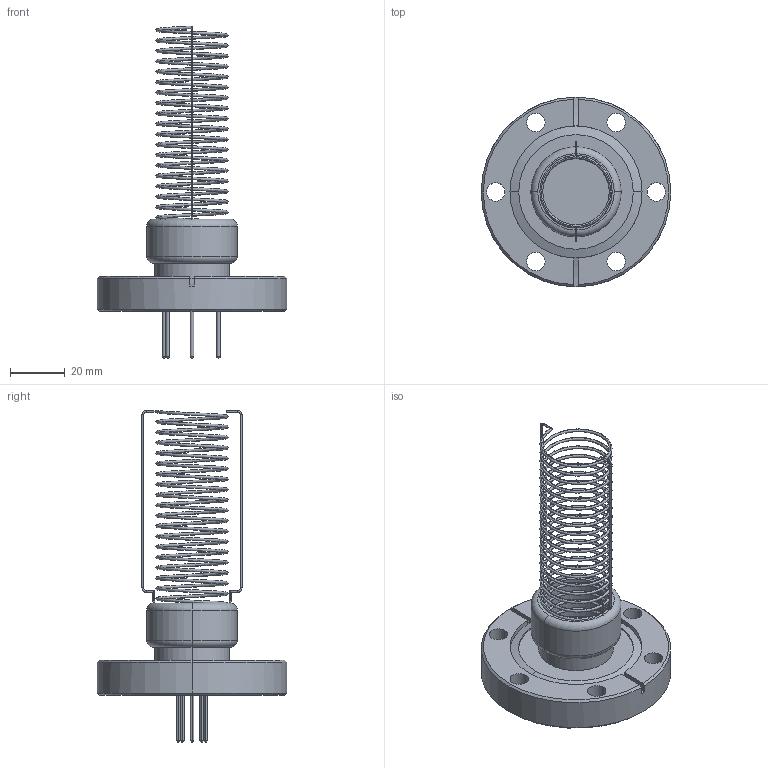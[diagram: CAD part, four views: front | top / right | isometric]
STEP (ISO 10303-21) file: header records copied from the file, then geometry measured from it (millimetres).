
FILE_DESCRIPTION (( 'STEP AP203' ), '1' );
FILE_NAME ('432000.STEP', '2019-03-05T17:03:51', ( '' ), ( '' ), 'SwSTEP 2.0', 'SolidWorks 2019', '' );
FILE_SCHEMA (( 'CONFIG_CONTROL_DESIGN' ));
Length unit declared in the file: inch
Products named in the file (2): 432000
Bounding box: 69.34 x 69.34 x 121.45 mm (x, y, z)
Volume: 45077.1 mm3; surface area: 22570.1 mm2
Topology: 1 solids, 1 shells, 125 faces, 300 edges, 186 vertices
Faces by surface type: cylinder 68, torus 24, plane 24, cone 7, bspline 2
Entity records: 13826 total; most frequent: CARTESIAN_POINT 10727, DIRECTION 669, ORIENTED_EDGE 598, EDGE_CURVE 299, AXIS2_PLACEMENT_3D 291, VERTEX_POINT 184, CIRCLE 166, EDGE_LOOP 147
